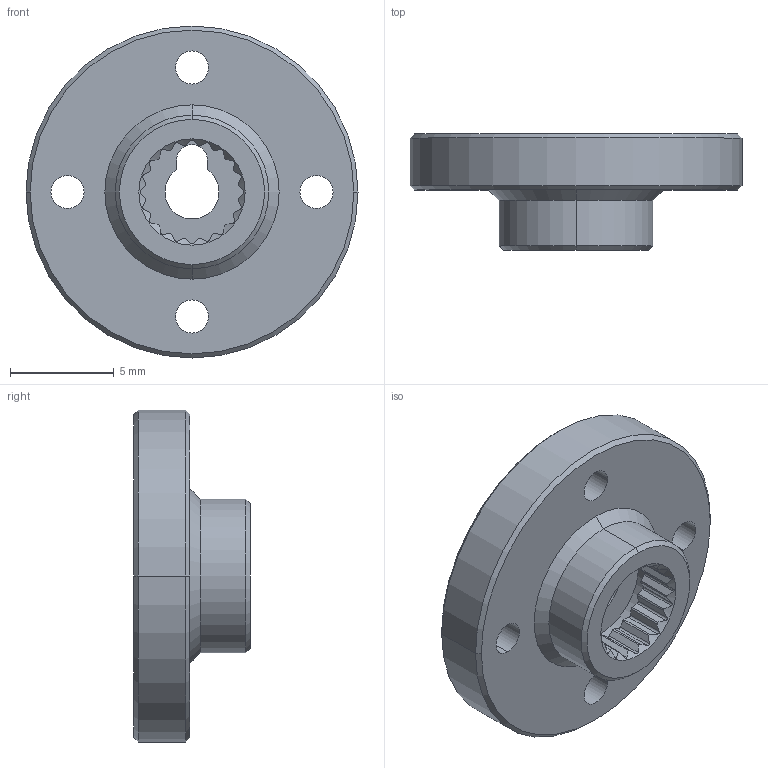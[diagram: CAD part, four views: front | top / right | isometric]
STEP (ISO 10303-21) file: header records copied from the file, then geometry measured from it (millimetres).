
FILE_DESCRIPTION((''),'2;1');
FILE_NAME('HN15_N101','2022-12-21T11:01:22',('yunever'),(''),'CREO PARAMETRIC BY PTC INC, 2020074','CREO PARAMETRIC BY PTC INC, 2020074','');
FILE_SCHEMA(('CONFIG_CONTROL_DESIGN'));
Length unit declared in the file: millimetre
Products named in the file (1): HN15_N101
Bounding box: 16 x 5.6 x 16 mm (x, y, z)
Volume: 547.2 mm3; surface area: 697.6 mm2
Topology: 1 solids, 1 shells, 128 faces, 348 edges, 225 vertices
Faces by surface type: cylinder 58, plane 48, cone 22
Entity records: 4230 total; most frequent: CARTESIAN_POINT 963, ORIENTED_EDGE 692, DIRECTION 658, EDGE_CURVE 346, AXIS2_PLACEMENT_3D 246, VERTEX_POINT 225, VECTOR 166, LINE 166
